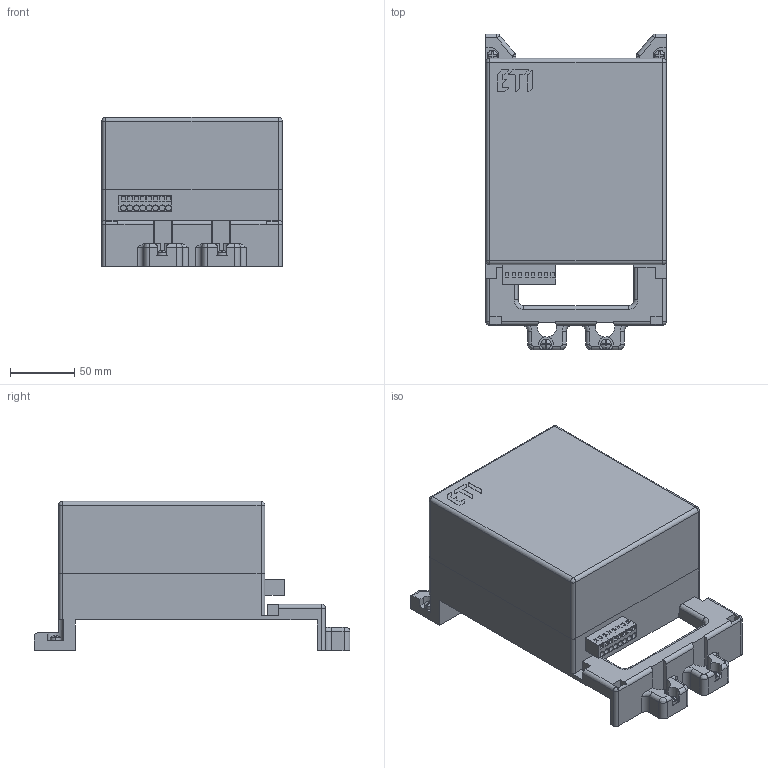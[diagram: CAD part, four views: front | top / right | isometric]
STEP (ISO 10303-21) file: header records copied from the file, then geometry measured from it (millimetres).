
FILE_DESCRIPTION((''),'2;1');
FILE_NAME('BB_ASM','2021-11-03T',('marketing.praksa'),('Audax d.o.o.'),'CREO PARAMETRIC BY PTC INC, 2017480','CREO PARAMETRIC BY PTC INC, 2017480','');
FILE_SCHEMA(('AUTOMOTIVE_DESIGN { 1 0 10303 214 1 1 1 1 }'));
Length unit declared in the file: millimetre
Products named in the file (6): PRT9802_1; PRT9803_1; X1; PRT9576; PRT9577; BB_ASM
Assembly tree (5 placements, depth 2):
  BB_ASM
    PRT9802_1
    PRT9803_1
    X1
    PRT9576
    PRT9577
Bounding box: 140 x 245.1 x 115.9 mm (x, y, z)
Volume: 2192410.9 mm3; surface area: 182657.6 mm2
Topology: 10 solids, 10 shells, 444 faces, 1188 edges, 780 vertices
Faces by surface type: plane 270, cylinder 146, sphere 18, torus 6, bspline 4
Entity records: 21175 total; most frequent: CARTESIAN_POINT 2606, DIRECTION 2454, ORIENTED_EDGE 2360, PRESENTATION_STYLE_ASSIGNMENT 1634, STYLED_ITEM 1634, CURVE_STYLE 1180, EDGE_CURVE 1180, AXIS2_PLACEMENT_3D 847
